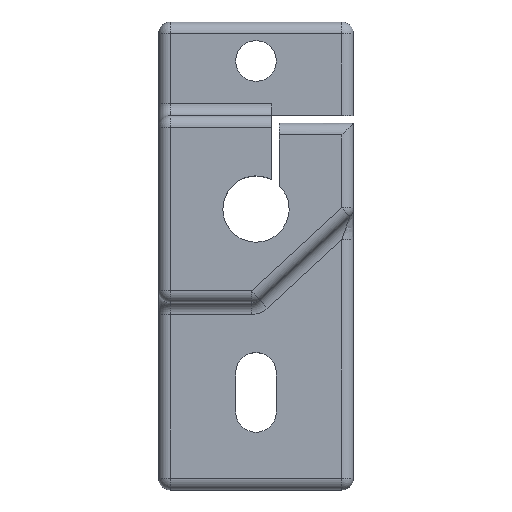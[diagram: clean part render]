
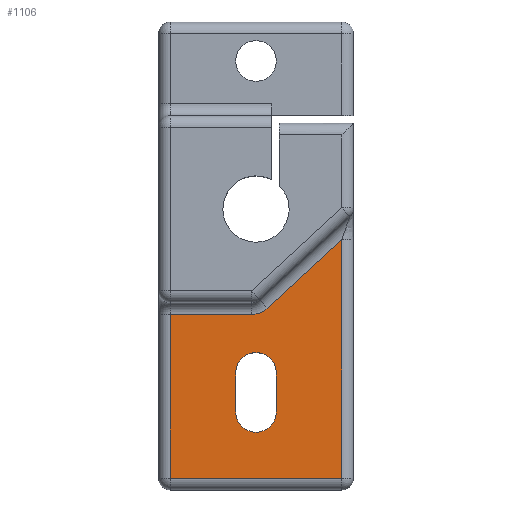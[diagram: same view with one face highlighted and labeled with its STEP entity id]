
A CAD part, top view. The second image highlights one B-rep face of the part: STEP entity #1106.
In plain terms, the highlighted planar face has unit normal (0, 0, 1).
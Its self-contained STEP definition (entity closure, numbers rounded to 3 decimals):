
#17=FACE_BOUND('',#391,.T.);
#30=PLANE('',#1238);
#72=LINE('',#1793,#168);
#74=LINE('',#1796,#170);
#76=LINE('',#1799,#172);
#80=LINE('',#1805,#176);
#82=LINE('',#1808,#178);
#112=LINE('',#1874,#208);
#113=LINE('',#1877,#209);
#168=VECTOR('',#1424,10.);
#170=VECTOR('',#1428,10.);
#172=VECTOR('',#1432,10.);
#176=VECTOR('',#1440,10.);
#178=VECTOR('',#1444,10.);
#208=VECTOR('',#1518,10.);
#209=VECTOR('',#1521,10.);
#320=FACE_OUTER_BOUND('',#390,.T.);
#390=EDGE_LOOP('',(#903,#904,#905,#906,#907,#908));
#391=EDGE_LOOP('',(#909,#910,#911,#912));
#451=CIRCLE('',#1187,3.);
#474=CIRCLE('',#1239,2.6);
#475=CIRCLE('',#1240,2.6);
#516=VERTEX_POINT('',#1716);
#517=VERTEX_POINT('',#1717);
#522=VERTEX_POINT('',#1728);
#524=VERTEX_POINT('',#1758);
#529=VERTEX_POINT('',#1768);
#534=VERTEX_POINT('',#1781);
#549=VERTEX_POINT('',#1870);
#550=VERTEX_POINT('',#1871);
#551=VERTEX_POINT('',#1873);
#552=VERTEX_POINT('',#1875);
#617=EDGE_CURVE('',#516,#517,#451,.T.);
#641=EDGE_CURVE('',#524,#534,#72,.T.);
#643=EDGE_CURVE('',#534,#529,#74,.T.);
#645=EDGE_CURVE('',#529,#522,#76,.T.);
#649=EDGE_CURVE('',#517,#524,#80,.T.);
#651=EDGE_CURVE('',#522,#516,#82,.T.);
#686=EDGE_CURVE('',#549,#550,#474,.T.);
#687=EDGE_CURVE('',#550,#551,#112,.T.);
#688=EDGE_CURVE('',#551,#552,#475,.T.);
#689=EDGE_CURVE('',#552,#549,#113,.T.);
#903=ORIENTED_EDGE('',*,*,#641,.F.);
#904=ORIENTED_EDGE('',*,*,#649,.F.);
#905=ORIENTED_EDGE('',*,*,#617,.F.);
#906=ORIENTED_EDGE('',*,*,#651,.F.);
#907=ORIENTED_EDGE('',*,*,#645,.F.);
#908=ORIENTED_EDGE('',*,*,#643,.F.);
#909=ORIENTED_EDGE('',*,*,#686,.T.);
#910=ORIENTED_EDGE('',*,*,#687,.T.);
#911=ORIENTED_EDGE('',*,*,#688,.T.);
#912=ORIENTED_EDGE('',*,*,#689,.T.);
#1106=ADVANCED_FACE('',(#320,#17),#30,.T.);
#1187=AXIS2_PLACEMENT_3D('',#1718,#1368,#1369);
#1238=AXIS2_PLACEMENT_3D('',#1869,#1514,#1515);
#1239=AXIS2_PLACEMENT_3D('',#1872,#1516,#1517);
#1240=AXIS2_PLACEMENT_3D('',#1876,#1519,#1520);
#1368=DIRECTION('center_axis',(0.,0.,1.));
#1369=DIRECTION('ref_axis',(0.363,-0.932,0.));
#1424=DIRECTION('',(0.,-1.,0.));
#1428=DIRECTION('',(-1.,0.,0.));
#1432=DIRECTION('',(0.,1.,0.));
#1440=DIRECTION('',(0.736,0.677,0.));
#1444=DIRECTION('',(1.,0.,0.));
#1514=DIRECTION('center_axis',(0.,0.,1.));
#1515=DIRECTION('ref_axis',(1.,0.,0.));
#1516=DIRECTION('center_axis',(0.,0.,-1.));
#1517=DIRECTION('ref_axis',(-1.,0.,0.));
#1518=DIRECTION('',(0.,1.,0.));
#1519=DIRECTION('center_axis',(0.,0.,-1.));
#1520=DIRECTION('ref_axis',(1.,0.,0.));
#1521=DIRECTION('',(0.,-1.,0.));
#1716=CARTESIAN_POINT('',(-0.585,-7.5,5.));
#1717=CARTESIAN_POINT('',(1.446,-6.708,5.));
#1718=CARTESIAN_POINT('Origin',(-0.585,-4.5,5.));
#1728=CARTESIAN_POINT('',(-11.,-7.5,5.));
#1758=CARTESIAN_POINT('',(11.,2.082,5.));
#1768=CARTESIAN_POINT('',(-11.,-28.5,5.));
#1781=CARTESIAN_POINT('',(11.,-28.5,5.));
#1793=CARTESIAN_POINT('',(11.,-15.,5.));
#1796=CARTESIAN_POINT('',(-6.25,-28.5,5.));
#1799=CARTESIAN_POINT('',(-11.,15.,5.));
#1805=CARTESIAN_POINT('',(2.51,-5.729,5.));
#1808=CARTESIAN_POINT('',(-6.25,-7.5,5.));
#1869=CARTESIAN_POINT('Origin',(0.,0.,5.));
#1870=CARTESIAN_POINT('',(2.6,-20.,5.));
#1871=CARTESIAN_POINT('',(-2.6,-20.,5.));
#1872=CARTESIAN_POINT('Origin',(0.,-20.,5.));
#1873=CARTESIAN_POINT('',(-2.6,-15.,5.));
#1874=CARTESIAN_POINT('',(-2.6,-15.,5.));
#1875=CARTESIAN_POINT('',(2.6,-15.,5.));
#1876=CARTESIAN_POINT('Origin',(0.,-15.,5.));
#1877=CARTESIAN_POINT('',(2.6,-20.,5.));
